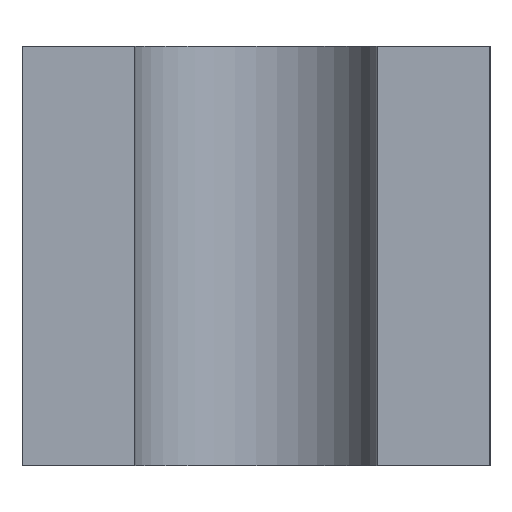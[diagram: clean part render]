
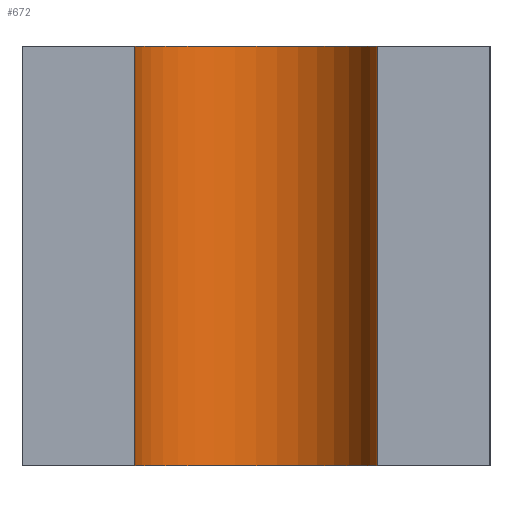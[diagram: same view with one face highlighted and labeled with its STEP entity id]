
A CAD part, left-side view. The second image highlights one B-rep face of the part: STEP entity #672.
In plain terms, the highlighted cylindrical face has radius 0.65 mm (diameter 1.3 mm), a partial arc.
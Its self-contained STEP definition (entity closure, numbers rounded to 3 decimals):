
#19=CYLINDRICAL_SURFACE('',#728,0.65);
#27=CIRCLE('',#729,0.65);
#28=CIRCLE('',#730,0.65);
#44=FACE_OUTER_BOUND('',#82,.T.);
#82=EDGE_LOOP('',(#477,#478,#479,#480));
#137=LINE('',#1009,#221);
#138=LINE('',#1015,#222);
#221=VECTOR('',#813,10.);
#222=VECTOR('',#820,10.);
#299=VERTEX_POINT('',#1005);
#300=VERTEX_POINT('',#1007);
#301=VERTEX_POINT('',#1011);
#302=VERTEX_POINT('',#1013);
#371=EDGE_CURVE('',#299,#300,#137,.T.);
#372=EDGE_CURVE('',#299,#301,#27,.T.);
#373=EDGE_CURVE('',#302,#300,#28,.T.);
#374=EDGE_CURVE('',#301,#302,#138,.T.);
#477=ORIENTED_EDGE('',*,*,#372,.F.);
#478=ORIENTED_EDGE('',*,*,#371,.T.);
#479=ORIENTED_EDGE('',*,*,#373,.F.);
#480=ORIENTED_EDGE('',*,*,#374,.F.);
#672=ADVANCED_FACE('',(#44),#19,.F.);
#728=AXIS2_PLACEMENT_3D('',#1010,#814,#815);
#729=AXIS2_PLACEMENT_3D('',#1012,#816,#817);
#730=AXIS2_PLACEMENT_3D('',#1014,#818,#819);
#813=DIRECTION('',(0.,0.,1.));
#814=DIRECTION('center_axis',(0.,0.,1.));
#815=DIRECTION('ref_axis',(0.,-1.,0.));
#816=DIRECTION('center_axis',(0.,0.,1.));
#817=DIRECTION('ref_axis',(0.,-1.,0.));
#818=DIRECTION('center_axis',(0.,0.,-1.));
#819=DIRECTION('ref_axis',(0.,-1.,0.));
#820=DIRECTION('',(0.,0.,1.));
#1005=CARTESIAN_POINT('',(0.,-1.9,0.));
#1007=CARTESIAN_POINT('',(0.,-1.9,2.24));
#1009=CARTESIAN_POINT('',(0.,-1.9,0.));
#1010=CARTESIAN_POINT('Origin',(0.,-1.25,0.));
#1011=CARTESIAN_POINT('',(0.,-0.6,0.));
#1012=CARTESIAN_POINT('Origin',(0.,-1.25,0.));
#1013=CARTESIAN_POINT('',(0.,-0.6,2.24));
#1014=CARTESIAN_POINT('Origin',(0.,-1.25,2.24));
#1015=CARTESIAN_POINT('',(0.,-0.6,0.));
